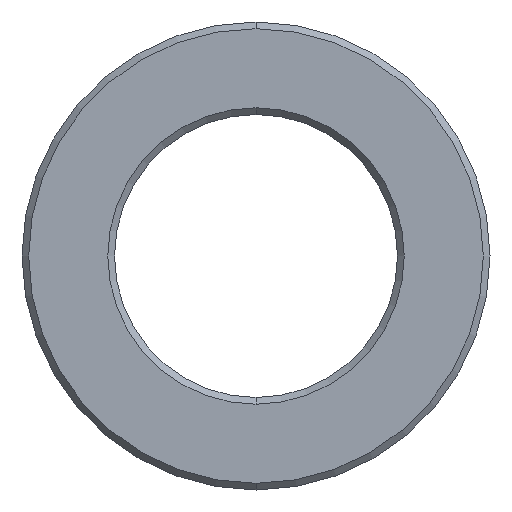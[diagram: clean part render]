
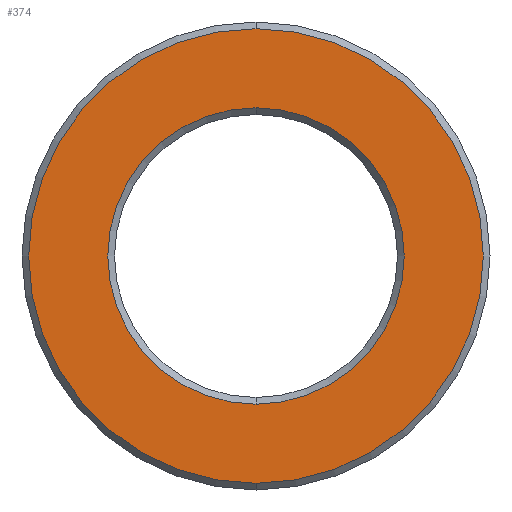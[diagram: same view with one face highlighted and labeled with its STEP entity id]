
A CAD part, front view. The second image highlights one B-rep face of the part: STEP entity #374.
In plain terms, the highlighted planar face has unit normal (0, -1, 0).
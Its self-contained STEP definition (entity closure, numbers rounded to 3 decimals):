
#9 = CIRCLE ( 'NONE', #308, 10.2 ) ;
#17 = DIRECTION ( 'NONE',  ( 0., 0., 1. ) ) ;
#26 = EDGE_LOOP ( 'NONE', ( #113, #56 ) ) ;
#42 = DIRECTION ( 'NONE',  ( 0., 0., 1. ) ) ;
#54 = CARTESIAN_POINT ( 'NONE',  ( 0., 0., 0. ) ) ;
#56 = ORIENTED_EDGE ( 'NONE', *, *, #211, .T. ) ;
#57 = EDGE_CURVE ( 'NONE', #281, #448, #325, .T. ) ;
#67 = AXIS2_PLACEMENT_3D ( 'NONE', #54, #425, #507 ) ;
#73 = CARTESIAN_POINT ( 'NONE',  ( 0., 0., 0. ) ) ;
#109 = PLANE ( 'NONE',  #217 ) ;
#113 = ORIENTED_EDGE ( 'NONE', *, *, #57, .T. ) ;
#148 = CARTESIAN_POINT ( 'NONE',  ( 0., 0., 10.2 ) ) ;
#200 = AXIS2_PLACEMENT_3D ( 'NONE', #210, #255, #369 ) ;
#210 = CARTESIAN_POINT ( 'NONE',  ( 0., 0., 0. ) ) ;
#211 = EDGE_CURVE ( 'NONE', #448, #281, #453, .T. ) ;
#217 = AXIS2_PLACEMENT_3D ( 'NONE', #73, #443, #352 ) ;
#223 = DIRECTION ( 'NONE',  ( 0., 1., 0. ) ) ;
#243 = DIRECTION ( 'NONE',  ( 0., -1., 0. ) ) ;
#247 = EDGE_CURVE ( 'NONE', #413, #323, #412, .T. ) ;
#255 = DIRECTION ( 'NONE',  ( 0., 1., 0. ) ) ;
#274 = FACE_BOUND ( 'NONE', #26, .T. ) ;
#281 = VERTEX_POINT ( 'NONE', #337 ) ;
#295 = CARTESIAN_POINT ( 'NONE',  ( 0., 0., 0. ) ) ;
#308 = AXIS2_PLACEMENT_3D ( 'NONE', #295, #243, #42 ) ;
#323 = VERTEX_POINT ( 'NONE', #476 ) ;
#325 = CIRCLE ( 'NONE', #200, 6.65 ) ;
#337 = CARTESIAN_POINT ( 'NONE',  ( 0., 0., -6.65 ) ) ;
#352 = DIRECTION ( 'NONE',  ( 0., 0., 1. ) ) ;
#362 = ORIENTED_EDGE ( 'NONE', *, *, #471, .T. ) ;
#364 = FACE_OUTER_BOUND ( 'NONE', #489, .T. ) ;
#369 = DIRECTION ( 'NONE',  ( 0., 0., 1. ) ) ;
#374 = ADVANCED_FACE ( 'NONE', ( #364, #274 ), #109, .F. ) ;
#379 = CARTESIAN_POINT ( 'NONE',  ( 0., 0., 0. ) ) ;
#400 = AXIS2_PLACEMENT_3D ( 'NONE', #379, #223, #17 ) ;
#412 = CIRCLE ( 'NONE', #67, 10.2 ) ;
#413 = VERTEX_POINT ( 'NONE', #148 ) ;
#425 = DIRECTION ( 'NONE',  ( 0., -1., 0. ) ) ;
#443 = DIRECTION ( 'NONE',  ( 0., 1., 0. ) ) ;
#448 = VERTEX_POINT ( 'NONE', #499 ) ;
#453 = CIRCLE ( 'NONE', #400, 6.65 ) ;
#471 = EDGE_CURVE ( 'NONE', #323, #413, #9, .T. ) ;
#476 = CARTESIAN_POINT ( 'NONE',  ( 0., 0., -10.2 ) ) ;
#489 = EDGE_LOOP ( 'NONE', ( #524, #362 ) ) ;
#499 = CARTESIAN_POINT ( 'NONE',  ( 0., 0., 6.65 ) ) ;
#507 = DIRECTION ( 'NONE',  ( 0., 0., 1. ) ) ;
#524 = ORIENTED_EDGE ( 'NONE', *, *, #247, .T. ) ;
